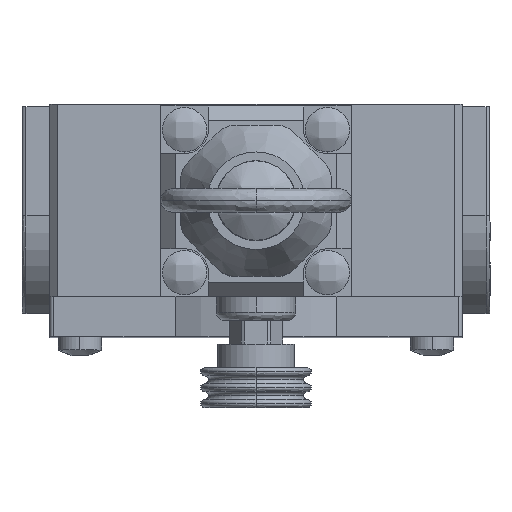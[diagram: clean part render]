
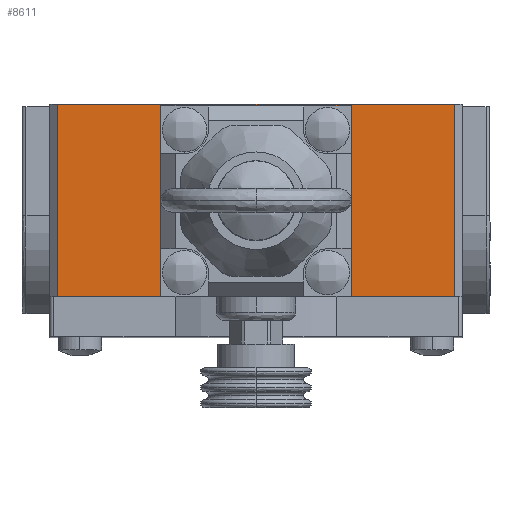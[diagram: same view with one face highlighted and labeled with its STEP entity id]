
A CAD part, top view. The second image highlights one B-rep face of the part: STEP entity #8611.
In plain terms, the highlighted planar face has unit normal (0, 0, 1).
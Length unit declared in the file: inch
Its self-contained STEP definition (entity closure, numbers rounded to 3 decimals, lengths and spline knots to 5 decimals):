
#261 = EDGE_CURVE ( 'NONE', #2292, #9307, #9183, .T. ) ;
#381 = ORIENTED_EDGE ( 'NONE', *, *, #960, .F. ) ;
#460 = PLANE ( 'NONE',  #4274 ) ;
#625 = ORIENTED_EDGE ( 'NONE', *, *, #6344, .F. ) ;
#785 = LINE ( 'NONE', #4186, #1258 ) ;
#863 = CARTESIAN_POINT ( 'NONE',  ( -1.02362, -0.00984, 0.25591 ) ) ;
#960 = EDGE_CURVE ( 'NONE', #5095, #4324, #7633, .T. ) ;
#1258 = VECTOR ( 'NONE', #5604, 39.37008 ) ;
#1389 = ORIENTED_EDGE ( 'NONE', *, *, #1647, .T. ) ;
#1555 = CARTESIAN_POINT ( 'NONE',  ( -0.98425, -0.95472, 0.25591 ) ) ;
#1604 = LINE ( 'NONE', #6706, #8568 ) ;
#1633 = EDGE_CURVE ( 'NONE', #8159, #8182, #9306, .T. ) ;
#1647 = EDGE_CURVE ( 'NONE', #7031, #8159, #1604, .T. ) ;
#1908 = CARTESIAN_POINT ( 'NONE',  ( 0.47244, -0.00984, 0.25591 ) ) ;
#2035 = VECTOR ( 'NONE', #3145, 39.37008 ) ;
#2062 = ORIENTED_EDGE ( 'NONE', *, *, #1633, .T. ) ;
#2111 = DIRECTION ( 'NONE',  ( -1., 0., 0. ) ) ;
#2292 = VERTEX_POINT ( 'NONE', #3809 ) ;
#2932 = VERTEX_POINT ( 'NONE', #6591 ) ;
#3145 = DIRECTION ( 'NONE',  ( 0., -1., 0. ) ) ;
#3208 = VECTOR ( 'NONE', #4317, 39.37008 ) ;
#3343 = CARTESIAN_POINT ( 'NONE',  ( -0.47244, -0.00984, 0.25591 ) ) ;
#3393 = CARTESIAN_POINT ( 'NONE',  ( -1.02362, 0., 0.25591 ) ) ;
#3809 = CARTESIAN_POINT ( 'NONE',  ( 0.98425, 0., 0.25591 ) ) ;
#3911 = EDGE_CURVE ( 'NONE', #8182, #2932, #785, .T. ) ;
#3990 = VECTOR ( 'NONE', #8738, 39.37008 ) ;
#4186 = CARTESIAN_POINT ( 'NONE',  ( 0.47244, 0., 0.25591 ) ) ;
#4274 = AXIS2_PLACEMENT_3D ( 'NONE', #3393, #4871, #6335 ) ;
#4317 = DIRECTION ( 'NONE',  ( 0., 1., 0. ) ) ;
#4324 = VERTEX_POINT ( 'NONE', #8068 ) ;
#4345 = ORIENTED_EDGE ( 'NONE', *, *, #6184, .F. ) ;
#4346 = CARTESIAN_POINT ( 'NONE',  ( 0., 0., 0.25591 ) ) ;
#4634 = CARTESIAN_POINT ( 'NONE',  ( -0.47244, -0.95472, 0.25591 ) ) ;
#4871 = DIRECTION ( 'NONE',  ( 0., 0., 1. ) ) ;
#5008 = CARTESIAN_POINT ( 'NONE',  ( 0.47244, -0.95472, 0.25591 ) ) ;
#5095 = VERTEX_POINT ( 'NONE', #1555 ) ;
#5604 = DIRECTION ( 'NONE',  ( 0., -1., 0. ) ) ;
#5964 = CARTESIAN_POINT ( 'NONE',  ( 0.98425, 0., 0.25591 ) ) ;
#6184 = EDGE_CURVE ( 'NONE', #7031, #5095, #9173, .T. ) ;
#6256 = ORIENTED_EDGE ( 'NONE', *, *, #6945, .F. ) ;
#6335 = DIRECTION ( 'NONE',  ( 1., 0., 0. ) ) ;
#6344 = EDGE_CURVE ( 'NONE', #9307, #2932, #6360, .T. ) ;
#6360 = LINE ( 'NONE', #7252, #8032 ) ;
#6591 = CARTESIAN_POINT ( 'NONE',  ( 0.47244, -0.95472, 0.25591 ) ) ;
#6633 = DIRECTION ( 'NONE',  ( -1., 0., 0. ) ) ;
#6706 = CARTESIAN_POINT ( 'NONE',  ( -0.47244, 0., 0.25591 ) ) ;
#6854 = LINE ( 'NONE', #4346, #3990 ) ;
#6945 = EDGE_CURVE ( 'NONE', #4324, #2292, #6854, .T. ) ;
#7031 = VERTEX_POINT ( 'NONE', #4634 ) ;
#7252 = CARTESIAN_POINT ( 'NONE',  ( 0.47244, -0.95472, 0.25591 ) ) ;
#7267 = VECTOR ( 'NONE', #2111, 39.37008 ) ;
#7399 = VECTOR ( 'NONE', #8921, 39.37008 ) ;
#7536 = ORIENTED_EDGE ( 'NONE', *, *, #3911, .T. ) ;
#7633 = LINE ( 'NONE', #8590, #3208 ) ;
#7973 = CARTESIAN_POINT ( 'NONE',  ( 0.98425, -0.95472, 0.25591 ) ) ;
#8032 = VECTOR ( 'NONE', #6633, 39.37008 ) ;
#8068 = CARTESIAN_POINT ( 'NONE',  ( -0.98425, 0., 0.25591 ) ) ;
#8159 = VERTEX_POINT ( 'NONE', #3343 ) ;
#8162 = DIRECTION ( 'NONE',  ( 0., 1., 0. ) ) ;
#8182 = VERTEX_POINT ( 'NONE', #1908 ) ;
#8414 = EDGE_LOOP ( 'NONE', ( #6256, #381, #4345, #1389, #2062, #7536, #625, #8699 ) ) ;
#8568 = VECTOR ( 'NONE', #8162, 39.37008 ) ;
#8590 = CARTESIAN_POINT ( 'NONE',  ( -0.98425, 0., 0.25591 ) ) ;
#8611 = ADVANCED_FACE ( 'NONE', ( #8793 ), #460, .T. ) ;
#8699 = ORIENTED_EDGE ( 'NONE', *, *, #261, .F. ) ;
#8738 = DIRECTION ( 'NONE',  ( 1., 0., 0. ) ) ;
#8793 = FACE_OUTER_BOUND ( 'NONE', #8414, .T. ) ;
#8921 = DIRECTION ( 'NONE',  ( 1., 0., 0. ) ) ;
#9173 = LINE ( 'NONE', #5008, #7267 ) ;
#9183 = LINE ( 'NONE', #5964, #2035 ) ;
#9306 = LINE ( 'NONE', #863, #7399 ) ;
#9307 = VERTEX_POINT ( 'NONE', #7973 ) ;
